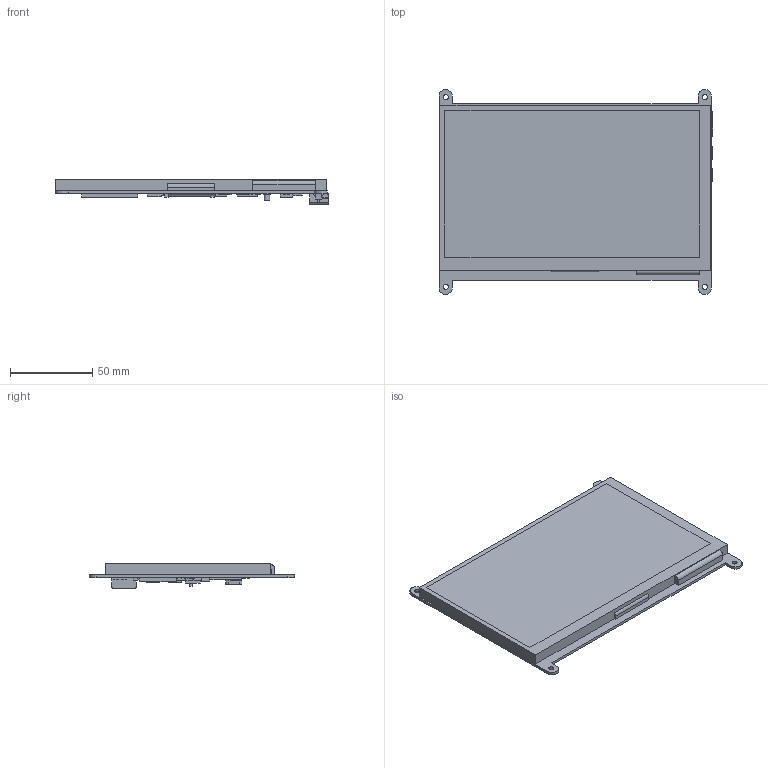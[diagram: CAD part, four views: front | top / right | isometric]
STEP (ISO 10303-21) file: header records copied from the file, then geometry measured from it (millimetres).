
FILE_DESCRIPTION (( 'STEP AP214' ), '1' );
FILE_NAME ('lcd 7inch cap 1024 600.STEP', '2025-09-18T19:08:21', ( '' ), ( '' ), 'SwSTEP 2.0', 'SolidWorks 2024', '' );
FILE_SCHEMA (( 'AUTOMOTIVE_DESIGN' ));
Length unit declared in the file: millimetre
Products named in the file (1): lcd 7inch cap 1024 600_Výchozí
Bounding box: 166.05 x 124.3 x 14.8 mm (x, y, z)
Volume: 146097.9 mm3; surface area: 71891.1 mm2
Topology: 2 solids, 2 shells, 397 faces, 1060 edges, 702 vertices
Faces by surface type: plane 355, cylinder 38, torus 4
Entity records: 16049 total; most frequent: CARTESIAN_POINT 2160, ORIENTED_EDGE 2120, DIRECTION 1936, EDGE_CURVE 1060, VECTOR 980, LINE 980, VERTEX_POINT 702, AXIS2_PLACEMENT_3D 478
